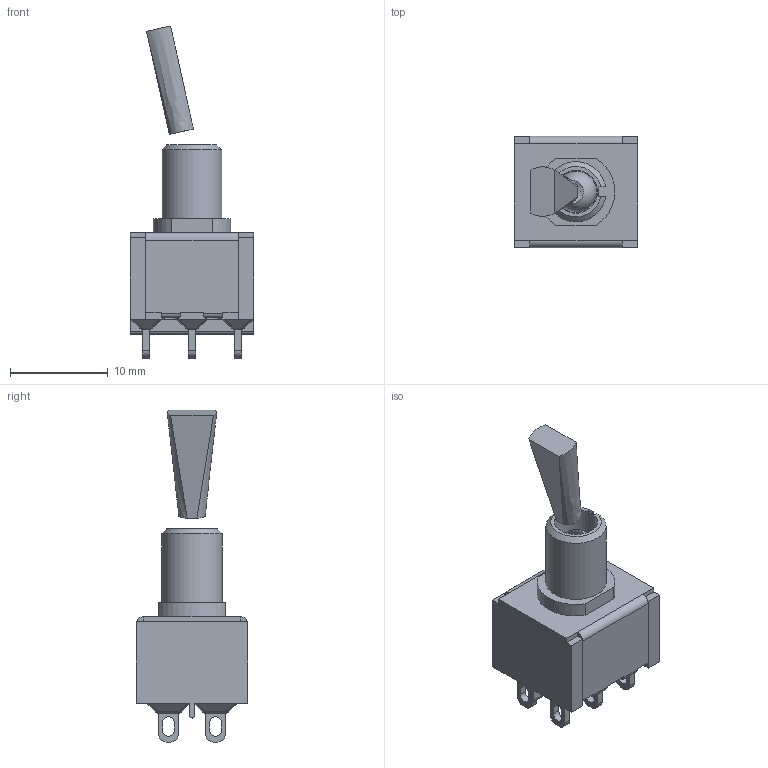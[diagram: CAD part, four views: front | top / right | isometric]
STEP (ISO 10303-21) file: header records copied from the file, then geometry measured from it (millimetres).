
FILE_DESCRIPTION(/* description */ (''),/* implementation_level */ '2;1');
FILE_NAME(/* name */ '100DPxT6B11M1xE.stp',/* time_stamp */ '2022-11-30T11:39:33-06:00',/* author */ ('mwilliams'),/* organization */ (''),/* preprocessor_version */ 'ST-DEVELOPER v18',/* originating_system */ 'Autodesk Inventor 2020',/* authorisation */ '');
FILE_SCHEMA (('AUTOMOTIVE_DESIGN { 1 0 10303 214 3 1 1 }'));
Length unit declared in the file: inch
Products named in the file (1): T121017_Shrinkwrap_1
Bounding box: 12.7 x 11.43 x 34.04 mm (x, y, z)
Volume: 1028 mm3; surface area: 2665.9 mm2
Topology: 10 solids, 10 shells, 382 faces, 971 edges, 602 vertices
Faces by surface type: plane 259, cylinder 94, sphere 25, cone 2, bspline 2
Full cylindrical faces by diameter (mm): 4.4 x1
Entity records: 11661 total; most frequent: CARTESIAN_POINT 1998, DIRECTION 1900, ORIENTED_EDGE 1892, EDGE_CURVE 946, LINE 744, VECTOR 744, VERTEX_POINT 602, AXIS2_PLACEMENT_3D 578
